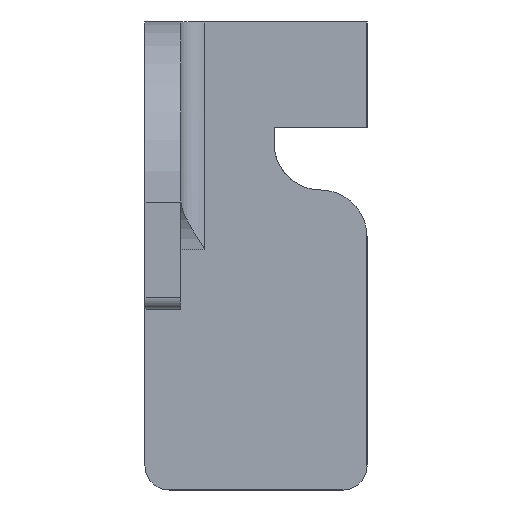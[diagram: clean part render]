
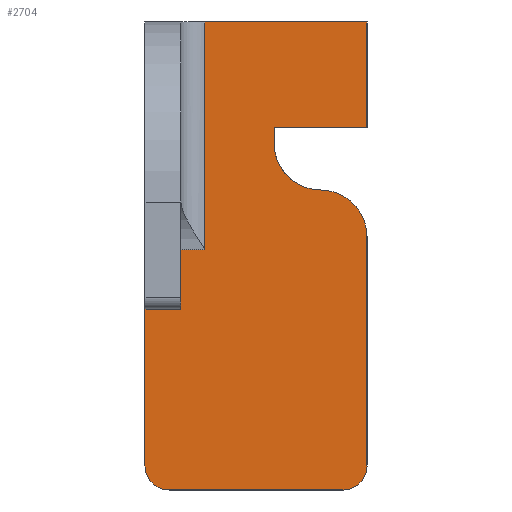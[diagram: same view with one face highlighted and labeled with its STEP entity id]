
A CAD part, left-side view. The second image highlights one B-rep face of the part: STEP entity #2704.
In plain terms, the highlighted planar face has unit normal (-1, 0, 0).
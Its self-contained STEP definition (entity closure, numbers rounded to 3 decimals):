
#4 = EDGE_CURVE ( 'NONE', #182, #2510, #619, .T. ) ;
#31 = EDGE_LOOP ( 'NONE', ( #1116, #1999, #2888, #1500, #411, #1001, #107, #877, #843, #2750, #1122, #1014, #2332 ) ) ;
#33 = AXIS2_PLACEMENT_3D ( 'NONE', #257, #2098, #517 ) ;
#37 = VERTEX_POINT ( 'NONE', #920 ) ;
#96 = EDGE_CURVE ( 'NONE', #2723, #2686, #1117, .T. ) ;
#107 = ORIENTED_EDGE ( 'NONE', *, *, #1009, .T. ) ;
#125 = CARTESIAN_POINT ( 'NONE',  ( -20., 3., -3. ) ) ;
#178 = VECTOR ( 'NONE', #2176, 1000. ) ;
#182 = VERTEX_POINT ( 'NONE', #1909 ) ;
#222 = EDGE_CURVE ( 'NONE', #2064, #2875, #706, .T. ) ;
#257 = CARTESIAN_POINT ( 'NONE',  ( -20., 3., 11. ) ) ;
#259 = DIRECTION ( 'NONE',  ( -1., 0., 0. ) ) ;
#305 = DIRECTION ( 'NONE',  ( 0., -1., 0. ) ) ;
#340 = EDGE_CURVE ( 'NONE', #2257, #182, #1054, .T. ) ;
#398 = CARTESIAN_POINT ( 'NONE',  ( -20., 3., -8. ) ) ;
#411 = ORIENTED_EDGE ( 'NONE', *, *, #1507, .T. ) ;
#438 = CARTESIAN_POINT ( 'NONE',  ( -20., -15.5, -26. ) ) ;
#460 = CARTESIAN_POINT ( 'NONE',  ( -20., -15.5, -6.875 ) ) ;
#461 = CIRCLE ( 'NONE', #1462, 2. ) ;
#465 = CIRCLE ( 'NONE', #2959, 3.875 ) ;
#517 = DIRECTION ( 'NONE',  ( 0., 1., 0. ) ) ;
#574 = CARTESIAN_POINT ( 'NONE',  ( -20., 3., -8. ) ) ;
#619 = LINE ( 'NONE', #574, #2943 ) ;
#630 = EDGE_CURVE ( 'NONE', #2257, #37, #1662, .T. ) ;
#666 = CARTESIAN_POINT ( 'NONE',  ( -20., 1., -28. ) ) ;
#690 = CARTESIAN_POINT ( 'NONE',  ( -20., -11.625, -6.875 ) ) ;
#706 = LINE ( 'NONE', #2125, #1406 ) ;
#720 = DIRECTION ( 'NONE',  ( 0., 1., 0. ) ) ;
#732 = DIRECTION ( 'NONE',  ( 0., 0., -1. ) ) ;
#770 = LINE ( 'NONE', #784, #178 ) ;
#778 = DIRECTION ( 'NONE',  ( -1., 0., 0. ) ) ;
#782 = CARTESIAN_POINT ( 'NONE',  ( -20., -7.75, 0.875 ) ) ;
#784 = CARTESIAN_POINT ( 'NONE',  ( -20., -15.5, 11. ) ) ;
#843 = ORIENTED_EDGE ( 'NONE', *, *, #96, .T. ) ;
#877 = ORIENTED_EDGE ( 'NONE', *, *, #1204, .T. ) ;
#920 = CARTESIAN_POINT ( 'NONE',  ( -20., -15.5, 11. ) ) ;
#931 = CARTESIAN_POINT ( 'NONE',  ( -20., 3., 11. ) ) ;
#1001 = ORIENTED_EDGE ( 'NONE', *, *, #1150, .T. ) ;
#1009 = EDGE_CURVE ( 'NONE', #1398, #1696, #461, .T. ) ;
#1014 = ORIENTED_EDGE ( 'NONE', *, *, #1109, .T. ) ;
#1048 = CARTESIAN_POINT ( 'NONE',  ( -20., -15.5, -28. ) ) ;
#1054 = LINE ( 'NONE', #1950, #1498 ) ;
#1109 = EDGE_CURVE ( 'NONE', #2064, #2124, #1391, .T. ) ;
#1116 = ORIENTED_EDGE ( 'NONE', *, *, #630, .F. ) ;
#1117 = CIRCLE ( 'NONE', #2652, 3.875 ) ;
#1122 = ORIENTED_EDGE ( 'NONE', *, *, #222, .F. ) ;
#1150 = EDGE_CURVE ( 'NONE', #2557, #1398, #1246, .T. ) ;
#1204 = EDGE_CURVE ( 'NONE', #1696, #2723, #1718, .T. ) ;
#1246 = LINE ( 'NONE', #1930, #2148 ) ;
#1271 = LINE ( 'NONE', #125, #1615 ) ;
#1369 = EDGE_CURVE ( 'NONE', #2686, #2875, #465, .T. ) ;
#1384 = DIRECTION ( 'NONE',  ( 0., 1., 0. ) ) ;
#1387 = CARTESIAN_POINT ( 'NONE',  ( -20., -13.5, -28. ) ) ;
#1391 = LINE ( 'NONE', #2353, #1997 ) ;
#1398 = VERTEX_POINT ( 'NONE', #1387 ) ;
#1406 = VECTOR ( 'NONE', #732, 1000. ) ;
#1461 = DIRECTION ( 'NONE',  ( 0., 0., 1. ) ) ;
#1462 = AXIS2_PLACEMENT_3D ( 'NONE', #2739, #259, #2561 ) ;
#1498 = VECTOR ( 'NONE', #2852, 1000. ) ;
#1500 = ORIENTED_EDGE ( 'NONE', *, *, #2394, .F. ) ;
#1507 = EDGE_CURVE ( 'NONE', #1977, #2557, #2152, .T. ) ;
#1514 = VECTOR ( 'NONE', #2162, 1000. ) ;
#1615 = VECTOR ( 'NONE', #1461, 1000. ) ;
#1653 = CARTESIAN_POINT ( 'NONE',  ( -20., -11.625, -3. ) ) ;
#1662 = LINE ( 'NONE', #931, #2756 ) ;
#1689 = CARTESIAN_POINT ( 'NONE',  ( -20., 3., -26. ) ) ;
#1696 = VERTEX_POINT ( 'NONE', #438 ) ;
#1718 = LINE ( 'NONE', #1048, #1514 ) ;
#1909 = CARTESIAN_POINT ( 'NONE',  ( -20., -2., -8. ) ) ;
#1911 = CARTESIAN_POINT ( 'NONE',  ( -20., 1., -26. ) ) ;
#1930 = CARTESIAN_POINT ( 'NONE',  ( -20., 33.898, -28. ) ) ;
#1949 = AXIS2_PLACEMENT_3D ( 'NONE', #1911, #778, #720 ) ;
#1950 = CARTESIAN_POINT ( 'NONE',  ( -20., -2., -8. ) ) ;
#1977 = VERTEX_POINT ( 'NONE', #1689 ) ;
#1979 = CARTESIAN_POINT ( 'NONE',  ( -20., -7.75, 2.2 ) ) ;
#1997 = VECTOR ( 'NONE', #2575, 1000. ) ;
#1999 = ORIENTED_EDGE ( 'NONE', *, *, #340, .T. ) ;
#2024 = CARTESIAN_POINT ( 'NONE',  ( -20., -15.5, 2.2 ) ) ;
#2030 = DIRECTION ( 'NONE',  ( 1., 0., 0. ) ) ;
#2064 = VERTEX_POINT ( 'NONE', #1979 ) ;
#2098 = DIRECTION ( 'NONE',  ( 1., 0., 0. ) ) ;
#2120 = CARTESIAN_POINT ( 'NONE',  ( -20., -2., 11. ) ) ;
#2124 = VERTEX_POINT ( 'NONE', #2024 ) ;
#2125 = CARTESIAN_POINT ( 'NONE',  ( -20., -7.75, 0. ) ) ;
#2148 = VECTOR ( 'NONE', #305, 1000. ) ;
#2152 = CIRCLE ( 'NONE', #1949, 2. ) ;
#2162 = DIRECTION ( 'NONE',  ( 0., 0., 1. ) ) ;
#2176 = DIRECTION ( 'NONE',  ( 0., 0., -1. ) ) ;
#2186 = DIRECTION ( 'NONE',  ( 0., 1., 0. ) ) ;
#2257 = VERTEX_POINT ( 'NONE', #2120 ) ;
#2303 = CARTESIAN_POINT ( 'NONE',  ( -20., -11.625, 0.875 ) ) ;
#2332 = ORIENTED_EDGE ( 'NONE', *, *, #2357, .F. ) ;
#2353 = CARTESIAN_POINT ( 'NONE',  ( -20., 3., 2.2 ) ) ;
#2357 = EDGE_CURVE ( 'NONE', #37, #2124, #770, .T. ) ;
#2394 = EDGE_CURVE ( 'NONE', #1977, #2510, #1271, .T. ) ;
#2510 = VERTEX_POINT ( 'NONE', #398 ) ;
#2513 = PLANE ( 'NONE',  #33 ) ;
#2537 = DIRECTION ( 'NONE',  ( 0., -1., 0. ) ) ;
#2548 = FACE_OUTER_BOUND ( 'NONE', #31, .T. ) ;
#2557 = VERTEX_POINT ( 'NONE', #666 ) ;
#2561 = DIRECTION ( 'NONE',  ( 0., 1., 0. ) ) ;
#2575 = DIRECTION ( 'NONE',  ( 0., -1., 0. ) ) ;
#2652 = AXIS2_PLACEMENT_3D ( 'NONE', #690, #2717, #1384 ) ;
#2686 = VERTEX_POINT ( 'NONE', #1653 ) ;
#2704 = ADVANCED_FACE ( 'NONE', ( #2548 ), #2513, .F. ) ;
#2717 = DIRECTION ( 'NONE',  ( -1., 0., 0. ) ) ;
#2723 = VERTEX_POINT ( 'NONE', #460 ) ;
#2733 = DIRECTION ( 'NONE',  ( 0., 1., 0. ) ) ;
#2739 = CARTESIAN_POINT ( 'NONE',  ( -20., -13.5, -26. ) ) ;
#2750 = ORIENTED_EDGE ( 'NONE', *, *, #1369, .T. ) ;
#2756 = VECTOR ( 'NONE', #2537, 1000. ) ;
#2852 = DIRECTION ( 'NONE',  ( 0., 0., -1. ) ) ;
#2875 = VERTEX_POINT ( 'NONE', #782 ) ;
#2888 = ORIENTED_EDGE ( 'NONE', *, *, #4, .T. ) ;
#2943 = VECTOR ( 'NONE', #2186, 1000. ) ;
#2959 = AXIS2_PLACEMENT_3D ( 'NONE', #2303, #2030, #2733 ) ;
